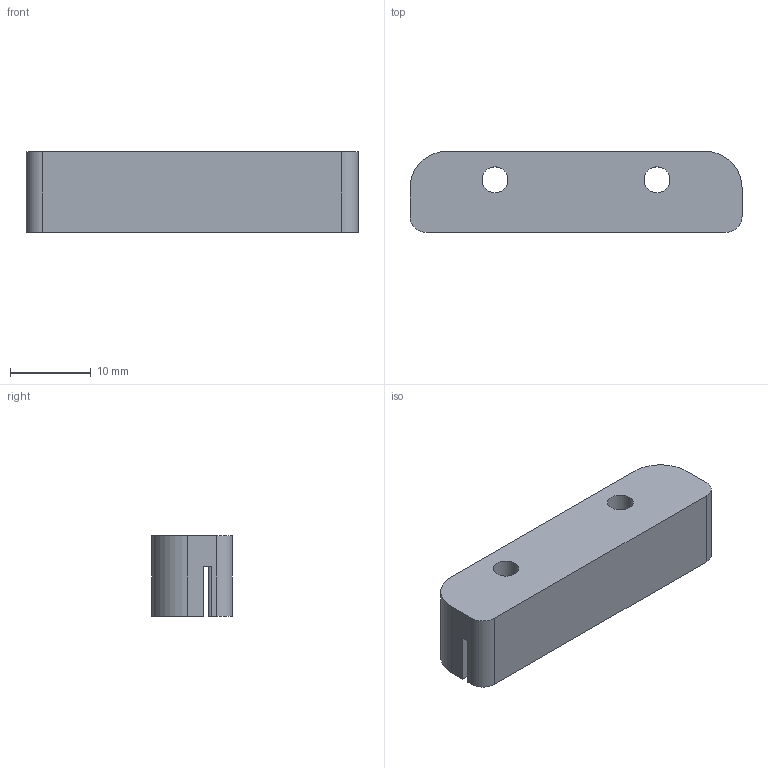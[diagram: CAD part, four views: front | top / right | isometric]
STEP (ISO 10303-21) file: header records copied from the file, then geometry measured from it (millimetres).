
FILE_DESCRIPTION(/* description */ (''),/* implementation_level */ '2;1');
FILE_NAME(/* name */ 'linear_belt_mount.step',/* time_stamp */ '2021-11-13T00:45:33+01:00',/* author */ (''),/* organization */ (''),/* preprocessor_version */ 'ST-DEVELOPER v18.1',/* originating_system */ 'Autodesk Translation Framework v10.10.0.1391',/* authorisation */ '');
FILE_SCHEMA (('AUTOMOTIVE_DESIGN { 1 0 10303 214 3 1 1 }'));
Length unit declared in the file: millimetre
Products named in the file (1): Belt mount
Bounding box: 41 x 10 x 10 mm (x, y, z)
Volume: 3489.9 mm3; surface area: 2584.9 mm2
Topology: 1 solids, 1 shells, 182 faces, 544 edges, 362 vertices
Faces by surface type: plane 92, cylinder 88, cone 2
Full cylindrical faces by diameter (mm): 3.2 x2
Entity records: 6211 total; most frequent: CARTESIAN_POINT 1097, ORIENTED_EDGE 1088, DIRECTION 1088, EDGE_CURVE 544, AXIS2_PLACEMENT_3D 365, VERTEX_POINT 362, LINE 358, VECTOR 358
